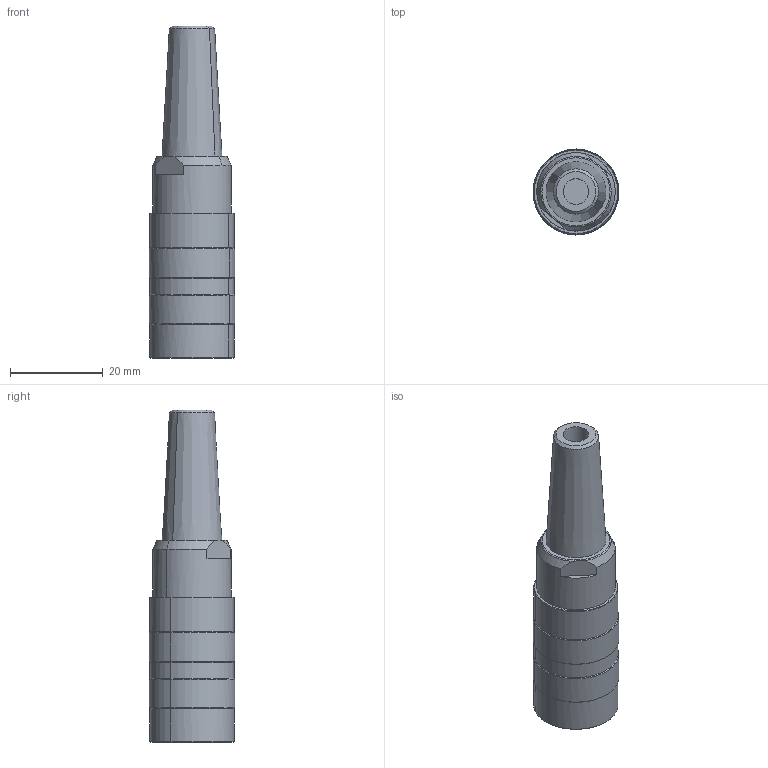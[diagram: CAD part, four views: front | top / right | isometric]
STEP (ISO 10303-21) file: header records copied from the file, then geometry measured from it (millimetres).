
FILE_DESCRIPTION(('CATIA V5 STEP Exchange','CAx-IF Rec.Pracs.--- Model Styling and Organization---1.5--- 2016-08-15','CAx-IF Rec.Pracs.---Supplemental Geometry---1.0---2011-11-01','CAx-IF Rec.Pracs.--- Composite Materials ---1.1---2010-07-15'),'2;1');
FILE_NAME ('010881-1_1', '2025-08-20T09:34:45+00:00', ('none'), ('Weidmueller'), 'CATIA Version 5-6 Release 2024 SP4', 'CATIA V5 STEP AP214 v3', 'none');
FILE_SCHEMA(('AUTOMOTIVE_DESIGN { 1 0 10303 214 1 1 1 1 }'));
Length unit declared in the file: millimetre
Products named in the file (1): 1304400000
Bounding box: 18.5 x 18.5 x 71.5 mm (x, y, z)
Volume: 12771.4 mm3; surface area: 4883.4 mm2
Topology: 1 solids, 2 shells, 167 faces, 601 edges, 450 vertices
Faces by surface type: cylinder 67, plane 52, cone 42, bspline 4, torus 2
Entity records: 9893 total; most frequent: CARTESIAN_POINT 5236, ORIENTED_EDGE 1202, EDGE_CURVE 601, DIRECTION 564, VERTEX_POINT 450, B_SPLINE_CURVE_WITH_KNOTS 299, AXIS2_PLACEMENT_3D 232, VECTOR 202
